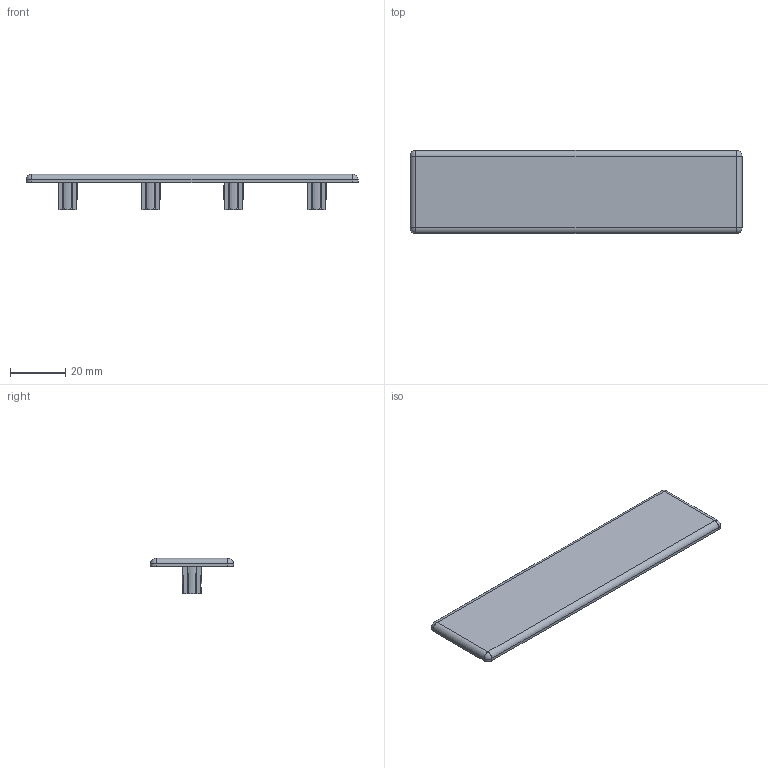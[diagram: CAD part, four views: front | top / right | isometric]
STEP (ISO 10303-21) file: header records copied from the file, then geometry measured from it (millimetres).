
FILE_DESCRIPTION(/* description */ ('TAPPO PROFILO 30X120 GRIGIO '),/* implementation_level */ '2;1');
FILE_NAME(/* name */ 'DTPTR0000134.stp',/* time_stamp */ '2018-07-20T11:33:56+02:00',/* author */ ('fzagni'),/* organization */ (''),/* preprocessor_version */ 'ST-DEVELOPER v16.1',/* originating_system */ 'Autodesk Inventor 2016',/* authorisation */ '');
FILE_SCHEMA (('AUTOMOTIVE_DESIGN { 1 0 10303 214 3 1 1 }'));
Length unit declared in the file: millimetre
Products named in the file (1): DTPTR0000134
Bounding box: 120 x 30 x 12.8 mm (x, y, z)
Volume: 8598.7 mm3; surface area: 9252.8 mm2
Topology: 1 solids, 1 shells, 91 faces, 240 edges, 156 vertices
Faces by surface type: plane 47, cone 32, cylinder 8, sphere 4
Entity records: 2810 total; most frequent: CARTESIAN_POINT 552, ORIENTED_EDGE 480, DIRECTION 472, EDGE_CURVE 240, AXIS2_PLACEMENT_3D 172, VERTEX_POINT 156, LINE 128, VECTOR 128
